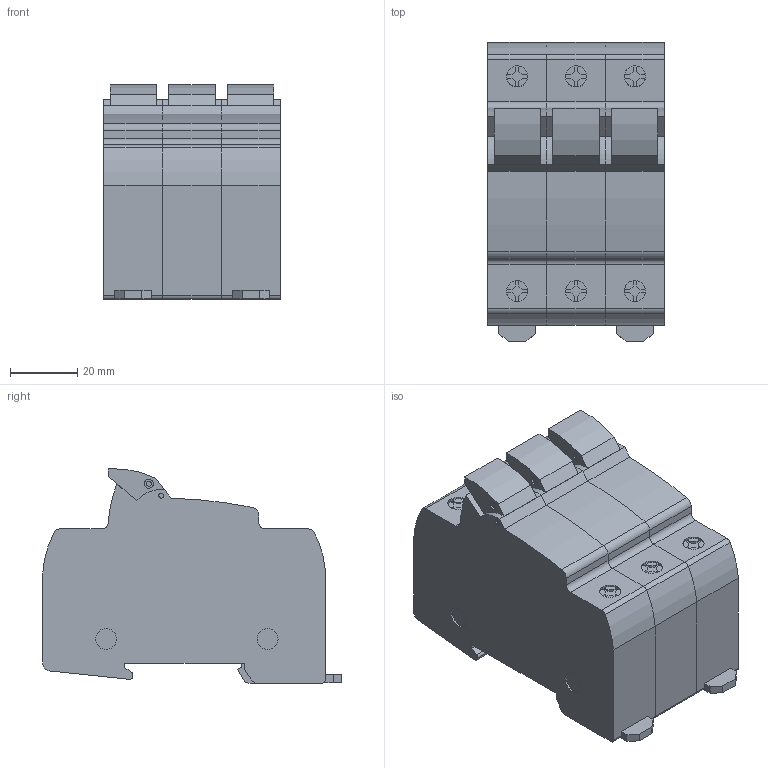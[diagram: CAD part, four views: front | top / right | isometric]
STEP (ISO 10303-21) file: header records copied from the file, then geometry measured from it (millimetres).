
FILE_DESCRIPTION((''),'2;1');
FILE_NAME('3d_FB01G3P.stp','2014-06-05T08:07:58',(''),(''),'Mechanical Desktop 2011','Mechanical Desktop 2011',', , ');
FILE_SCHEMA(('CONFIG_CONTROL_DESIGN'));
Length unit declared in the file: millimetre
Products named in the file (1): Product
Bounding box: 52.5 x 88.8 x 63.71 mm (x, y, z)
Volume: 210586.9 mm3; surface area: 41582.6 mm2
Topology: 10 solids, 10 shells, 358 faces, 1034 edges, 828 vertices
Faces by surface type: plane 229, cylinder 129
Entity records: 11772 total; most frequent: CARTESIAN_POINT 2117, DIRECTION 2090, ORIENTED_EDGE 1860, EDGE_CURVE 930, AXIS2_PLACEMENT_3D 697, VECTOR 696, LINE 696, VERTEX_POINT 628
